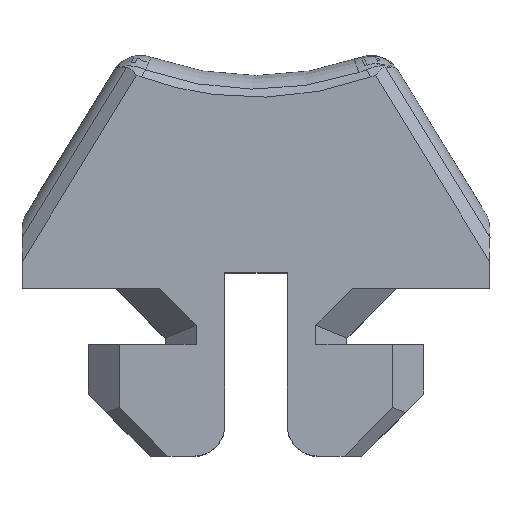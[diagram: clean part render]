
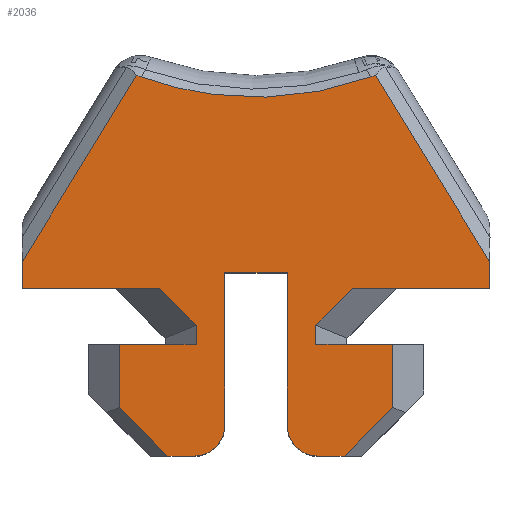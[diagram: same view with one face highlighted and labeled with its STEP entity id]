
A CAD part, top view. The second image highlights one B-rep face of the part: STEP entity #2036.
In plain terms, the highlighted planar face has unit normal (0, 0, 1).
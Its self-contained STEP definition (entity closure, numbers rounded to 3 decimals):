
#18=ELLIPSE('',#2083,272.079,271.831);
#20=ELLIPSE('',#2093,36.217,25.37);
#25=ELLIPSE('',#2103,36.222,25.372);
#70=CIRCLE('',#2109,25.4);
#72=CIRCLE('',#2112,25.4);
#140=PLANE('',#2177);
#235=FACE_OUTER_BOUND('',#333,.T.);
#333=EDGE_LOOP('',(#1887,#1888,#1889,#1890,#1891,#1892,#1893,#1894,#1895,
#1896,#1897,#1898,#1899,#1900,#1901,#1902,#1903,#1904,#1905,#1906,#1907,
#1908,#1909,#1910,#1911,#1912));
#446=LINE('',#2631,#613);
#452=LINE('',#2646,#619);
#513=LINE('',#5632,#680);
#516=LINE('',#5638,#683);
#517=LINE('',#5640,#684);
#523=LINE('',#5651,#690);
#525=LINE('',#5655,#692);
#534=LINE('',#5674,#701);
#538=LINE('',#5682,#705);
#544=LINE('',#5693,#711);
#549=LINE('',#5704,#716);
#557=LINE('',#5718,#724);
#562=LINE('',#5727,#729);
#568=LINE('',#5739,#735);
#580=LINE('',#5762,#747);
#581=LINE('',#5764,#748);
#588=LINE('',#5777,#755);
#595=LINE('',#5846,#762);
#599=LINE('',#5855,#766);
#602=LINE('',#5861,#769);
#603=LINE('',#5862,#770);
#613=VECTOR('',#2196,10.);
#619=VECTOR('',#2206,10.);
#680=VECTOR('',#2427,10.);
#683=VECTOR('',#2432,10.);
#684=VECTOR('',#2435,10.);
#690=VECTOR('',#2443,10.);
#692=VECTOR('',#2447,10.);
#701=VECTOR('',#2458,10.);
#705=VECTOR('',#2464,10.);
#711=VECTOR('',#2472,10.);
#716=VECTOR('',#2479,10.);
#724=VECTOR('',#2495,10.);
#729=VECTOR('',#2508,10.);
#735=VECTOR('',#2518,10.);
#747=VECTOR('',#2540,10.);
#748=VECTOR('',#2543,10.);
#755=VECTOR('',#2558,10.);
#762=VECTOR('',#2573,10.);
#766=VECTOR('',#2585,10.);
#769=VECTOR('',#2592,10.);
#770=VECTOR('',#2593,10.);
#780=VERTEX_POINT('',#2625);
#782=VERTEX_POINT('',#2629);
#787=VERTEX_POINT('',#2642);
#789=VERTEX_POINT('',#2645);
#884=VERTEX_POINT('',#4731);
#885=VERTEX_POINT('',#4732);
#897=VERTEX_POINT('',#5345);
#902=VERTEX_POINT('',#5377);
#910=VERTEX_POINT('',#5410);
#911=VERTEX_POINT('',#5412);
#914=VERTEX_POINT('',#5419);
#915=VERTEX_POINT('',#5421);
#944=VERTEX_POINT('',#5630);
#946=VERTEX_POINT('',#5636);
#950=VERTEX_POINT('',#5649);
#951=VERTEX_POINT('',#5654);
#959=VERTEX_POINT('',#5671);
#960=VERTEX_POINT('',#5673);
#963=VERTEX_POINT('',#5680);
#967=VERTEX_POINT('',#5692);
#971=VERTEX_POINT('',#5701);
#972=VERTEX_POINT('',#5703);
#978=VERTEX_POINT('',#5737);
#984=VERTEX_POINT('',#5760);
#988=VERTEX_POINT('',#5845);
#990=VERTEX_POINT('',#5860);
#1001=EDGE_CURVE('',#780,#782,#446,.T.);
#1007=EDGE_CURVE('',#789,#787,#452,.T.);
#1117=EDGE_CURVE('',#884,#885,#18,.T.);
#1142=EDGE_CURVE('',#885,#897,#20,.T.);
#1153=EDGE_CURVE('',#902,#884,#25,.T.);
#1162=EDGE_CURVE('',#911,#910,#70,.T.);
#1166=EDGE_CURVE('',#915,#914,#72,.T.);
#1212=EDGE_CURVE('',#914,#944,#513,.T.);
#1215=EDGE_CURVE('',#944,#946,#516,.T.);
#1216=EDGE_CURVE('',#946,#911,#517,.T.);
#1222=EDGE_CURVE('',#910,#950,#523,.T.);
#1224=EDGE_CURVE('',#951,#780,#525,.T.);
#1233=EDGE_CURVE('',#960,#959,#534,.T.);
#1237=EDGE_CURVE('',#787,#963,#538,.T.);
#1243=EDGE_CURVE('',#967,#915,#544,.T.);
#1248=EDGE_CURVE('',#972,#971,#549,.T.);
#1256=EDGE_CURVE('',#782,#972,#557,.T.);
#1261=EDGE_CURVE('',#959,#789,#562,.T.);
#1267=EDGE_CURVE('',#963,#978,#568,.T.);
#1279=EDGE_CURVE('',#984,#951,#580,.T.);
#1280=EDGE_CURVE('',#950,#984,#581,.T.);
#1287=EDGE_CURVE('',#978,#967,#588,.T.);
#1295=EDGE_CURVE('',#897,#988,#595,.T.);
#1299=EDGE_CURVE('',#988,#960,#599,.T.);
#1302=EDGE_CURVE('',#990,#971,#602,.T.);
#1303=EDGE_CURVE('',#902,#990,#603,.T.);
#1887=ORIENTED_EDGE('',*,*,#1233,.T.);
#1888=ORIENTED_EDGE('',*,*,#1261,.T.);
#1889=ORIENTED_EDGE('',*,*,#1007,.T.);
#1890=ORIENTED_EDGE('',*,*,#1237,.T.);
#1891=ORIENTED_EDGE('',*,*,#1267,.T.);
#1892=ORIENTED_EDGE('',*,*,#1287,.T.);
#1893=ORIENTED_EDGE('',*,*,#1243,.T.);
#1894=ORIENTED_EDGE('',*,*,#1166,.T.);
#1895=ORIENTED_EDGE('',*,*,#1212,.T.);
#1896=ORIENTED_EDGE('',*,*,#1215,.T.);
#1897=ORIENTED_EDGE('',*,*,#1216,.T.);
#1898=ORIENTED_EDGE('',*,*,#1162,.T.);
#1899=ORIENTED_EDGE('',*,*,#1222,.T.);
#1900=ORIENTED_EDGE('',*,*,#1280,.T.);
#1901=ORIENTED_EDGE('',*,*,#1279,.T.);
#1902=ORIENTED_EDGE('',*,*,#1224,.T.);
#1903=ORIENTED_EDGE('',*,*,#1001,.T.);
#1904=ORIENTED_EDGE('',*,*,#1256,.T.);
#1905=ORIENTED_EDGE('',*,*,#1248,.T.);
#1906=ORIENTED_EDGE('',*,*,#1302,.F.);
#1907=ORIENTED_EDGE('',*,*,#1303,.F.);
#1908=ORIENTED_EDGE('',*,*,#1153,.T.);
#1909=ORIENTED_EDGE('',*,*,#1117,.T.);
#1910=ORIENTED_EDGE('',*,*,#1142,.T.);
#1911=ORIENTED_EDGE('',*,*,#1295,.T.);
#1912=ORIENTED_EDGE('',*,*,#1299,.T.);
#2036=ADVANCED_FACE('',(#235),#140,.T.);
#2083=AXIS2_PLACEMENT_3D('',#4733,#2282,#2283);
#2093=AXIS2_PLACEMENT_3D('',#5347,#2305,#2306);
#2103=AXIS2_PLACEMENT_3D('',#5378,#2329,#2330);
#2109=AXIS2_PLACEMENT_3D('',#5413,#2343,#2344);
#2112=AXIS2_PLACEMENT_3D('',#5422,#2351,#2352);
#2177=AXIS2_PLACEMENT_3D('',#5859,#2590,#2591);
#2196=DIRECTION('',(0.,1.,0.));
#2206=DIRECTION('',(0.,-1.,0.));
#2282=DIRECTION('center_axis',(0.,0.,-1.));
#2283=DIRECTION('ref_axis',(0.,1.,0.));
#2305=DIRECTION('center_axis',(0.,0.,1.));
#2306=DIRECTION('ref_axis',(0.523,0.852,0.));
#2329=DIRECTION('center_axis',(0.,0.,1.));
#2330=DIRECTION('ref_axis',(-0.523,0.852,0.));
#2343=DIRECTION('center_axis',(0.,0.,1.));
#2344=DIRECTION('ref_axis',(0.,-1.,0.));
#2351=DIRECTION('center_axis',(0.,0.,1.));
#2352=DIRECTION('ref_axis',(0.,-1.,0.));
#2427=DIRECTION('',(0.,1.,0.));
#2432=DIRECTION('',(1.,0.,0.));
#2435=DIRECTION('',(0.,-1.,0.));
#2443=DIRECTION('',(1.,0.,0.));
#2447=DIRECTION('',(-1.,0.,0.));
#2458=DIRECTION('',(1.,0.,0.));
#2464=DIRECTION('',(-1.,0.,0.));
#2472=DIRECTION('',(1.,0.,0.));
#2479=DIRECTION('',(1.,0.,0.));
#2495=DIRECTION('',(0.707,0.707,0.));
#2508=DIRECTION('',(0.707,-0.707,0.));
#2518=DIRECTION('',(0.,-1.,0.));
#2540=DIRECTION('',(0.,1.,0.));
#2543=DIRECTION('',(0.707,0.707,0.));
#2558=DIRECTION('',(0.707,-0.707,0.));
#2573=DIRECTION('',(-0.523,-0.852,0.));
#2585=DIRECTION('',(0.,-1.,0.));
#2590=DIRECTION('center_axis',(0.,0.,1.));
#2591=DIRECTION('ref_axis',(1.,0.,0.));
#2592=DIRECTION('',(0.,-1.,0.));
#2593=DIRECTION('',(0.523,-0.852,0.));
#2625=CARTESIAN_POINT('',(48.895,462.28,391.16));
#2629=CARTESIAN_POINT('',(48.895,477.881,391.16));
#2631=CARTESIAN_POINT('',(48.895,489.169,391.16));
#2642=CARTESIAN_POINT('',(-48.895,462.28,391.16));
#2645=CARTESIAN_POINT('',(-48.895,477.881,391.16));
#2646=CARTESIAN_POINT('',(-48.895,489.169,391.16));
#4731=CARTESIAN_POINT('',(93.568,680.639,391.158));
#4732=CARTESIAN_POINT('',(-93.568,680.639,391.158));
#4733=CARTESIAN_POINT('Origin',(0.,936.096,391.16));
#5345=CARTESIAN_POINT('',(-97.73,681.645,391.16));
#5347=CARTESIAN_POINT('Origin',(-109.3,648.216,391.16));
#5377=CARTESIAN_POINT('',(97.731,681.645,391.16));
#5378=CARTESIAN_POINT('Origin',(109.302,648.211,391.16));
#5410=CARTESIAN_POINT('',(50.8,370.84,391.16));
#5412=CARTESIAN_POINT('',(25.4,396.24,391.16));
#5413=CARTESIAN_POINT('Origin',(50.8,396.24,391.16));
#5419=CARTESIAN_POINT('',(-25.4,396.24,391.16));
#5421=CARTESIAN_POINT('',(-50.8,370.84,391.16));
#5422=CARTESIAN_POINT('Origin',(-50.8,396.24,391.16));
#5630=CARTESIAN_POINT('',(-25.4,520.7,391.16));
#5632=CARTESIAN_POINT('',(-25.4,484.679,391.16));
#5636=CARTESIAN_POINT('',(25.4,520.7,391.16));
#5638=CARTESIAN_POINT('',(0.,520.7,391.16));
#5640=CARTESIAN_POINT('',(25.4,484.679,391.16));
#5649=CARTESIAN_POINT('',(71.992,370.84,391.16));
#5651=CARTESIAN_POINT('',(34.859,370.84,391.16));
#5654=CARTESIAN_POINT('',(111.76,462.28,391.16));
#5655=CARTESIAN_POINT('',(46.514,462.28,391.16));
#5671=CARTESIAN_POINT('',(-79.014,508.,391.16));
#5673=CARTESIAN_POINT('',(-191.135,508.,391.16));
#5674=CARTESIAN_POINT('',(-64.181,508.,391.16));
#5680=CARTESIAN_POINT('',(-111.76,462.28,391.16));
#5682=CARTESIAN_POINT('',(-46.514,462.28,391.16));
#5692=CARTESIAN_POINT('',(-71.992,370.84,391.16));
#5693=CARTESIAN_POINT('',(-34.859,370.84,391.16));
#5701=CARTESIAN_POINT('',(191.135,508.,391.16));
#5703=CARTESIAN_POINT('',(79.014,508.,391.16));
#5704=CARTESIAN_POINT('',(64.181,508.,391.16));
#5718=CARTESIAN_POINT('',(55.628,484.614,391.16));
#5727=CARTESIAN_POINT('',(-55.628,484.614,391.16));
#5737=CARTESIAN_POINT('',(-111.76,410.608,391.16));
#5739=CARTESIAN_POINT('',(-111.76,471.765,391.16));
#5760=CARTESIAN_POINT('',(111.76,410.608,391.16));
#5762=CARTESIAN_POINT('',(111.76,471.765,391.16));
#5764=CARTESIAN_POINT('',(100.218,399.066,391.16));
#5777=CARTESIAN_POINT('',(-100.218,399.066,391.16));
#5845=CARTESIAN_POINT('',(-191.135,529.366,391.16));
#5846=CARTESIAN_POINT('',(-129.507,629.84,391.16));
#5855=CARTESIAN_POINT('',(-191.135,526.972,391.16));
#5859=CARTESIAN_POINT('Origin',(0.,510.888,391.16));
#5860=CARTESIAN_POINT('',(191.135,529.366,391.16));
#5861=CARTESIAN_POINT('',(191.135,526.972,391.16));
#5862=CARTESIAN_POINT('',(129.502,629.847,391.16));
